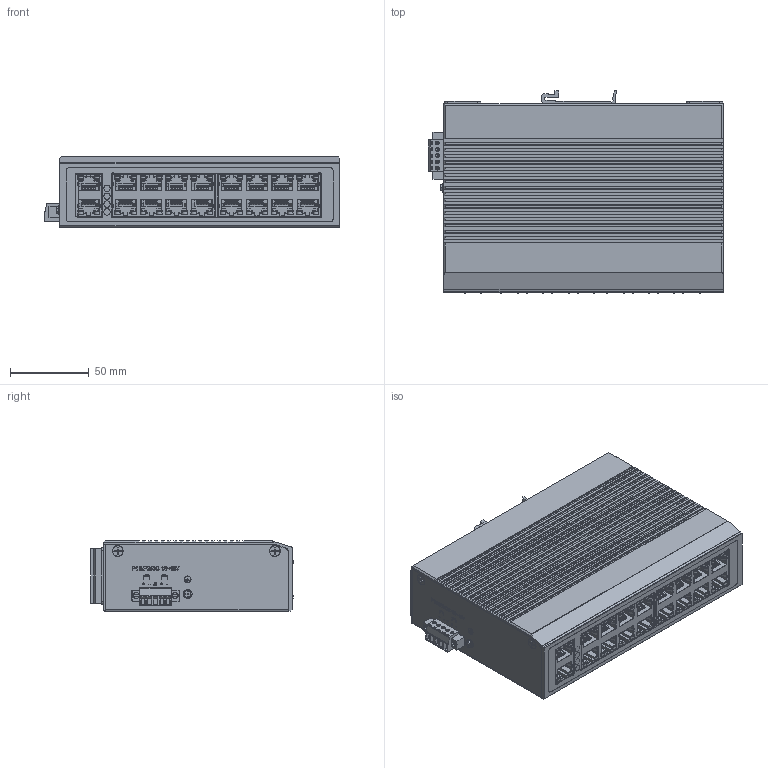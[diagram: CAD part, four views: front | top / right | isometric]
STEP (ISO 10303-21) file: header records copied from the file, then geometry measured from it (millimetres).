
FILE_DESCRIPTION((''),'2;1');
FILE_NAME('16A-AA_ASM','2023-05-07T',('Administrator'),(''),'PRO/ENGINEER BY PARAMETRIC TECHNOLOGY CORPORATION, 2011310','PRO/ENGINEER BY PARAMETRIC TECHNOLOGY CORPORATION, 2011310','');
FILE_SCHEMA(('CONFIG_CONTROL_DESIGN'));
Products named in the file (66): PRT0266; PRT0267; PRT0268; PRT0269; PRT0270; PRT0271; PRT0272; PRT0273; PRT0274; PRT0275; PRT0276; PRT0277; PRT0278; PRT0279; PRT0280; PRT0281; PRT0282; PRT0283; PRT0284; PRT0285; PRT0286; PRT0287; PRT0288; PRT0289; PRT0290; PRT0291; PRT0292; PRT0293; PRT0294; PRT0295; PRT0296; PRT0297; PRT0298; PRT0299; PRT0300; PRT0301; PRT0302; PRT0303; PRT0304; PRT0305 ...
Assembly tree (65 placements, depth 2):
  16A-AA_ASM
    PRT0266
    PRT0267
    PRT0268
    PRT0269
    PRT0270
    PRT0271
    PRT0272
    PRT0273
    PRT0274
    PRT0275
    PRT0276
    PRT0277
    PRT0278
    PRT0279
    PRT0280
    PRT0281
    PRT0282
    PRT0283
    PRT0284
    PRT0285
    PRT0286
    PRT0287
    PRT0288
    PRT0289
    PRT0290
    PRT0291
    PRT0292
    PRT0293
    PRT0294
    PRT0295
    PRT0296
    PRT0297
    PRT0298
    PRT0299
    PRT0300
    PRT0301
    PRT0302
    PRT0303
    PRT0304
    PRT0305
    PRT0306
    PRT0307
    PRT0308
    PRT0309
    PRT0310
    PRT0311
    PRT0312
    PRT0313
    PRT0314
    PRT0315
    PRT0316
    PRT0317
    PRT0318
    PRT0319
    PRT0320
    PRT0321
    PRT0322
    PRT0323
    PRT0324
Bounding box: 188.25 x 128.7 x 45 mm (x, y, z)
Volume: 172155.5 mm3; surface area: 187667.1 mm2
Topology: 65 solids, 65 shells, 3955 faces, 10834 edges, 7151 vertices
Faces by surface type: plane 3154, cylinder 627, cone 80, torus 54, bspline 40
Entity records: 127137 total; most frequent: CARTESIAN_POINT 24577, ORIENTED_EDGE 21668, DIRECTION 20049, EDGE_CURVE 10834, VECTOR 9097, LINE 9097, VERTEX_POINT 7151, AXIS2_PLACEMENT_3D 5476
